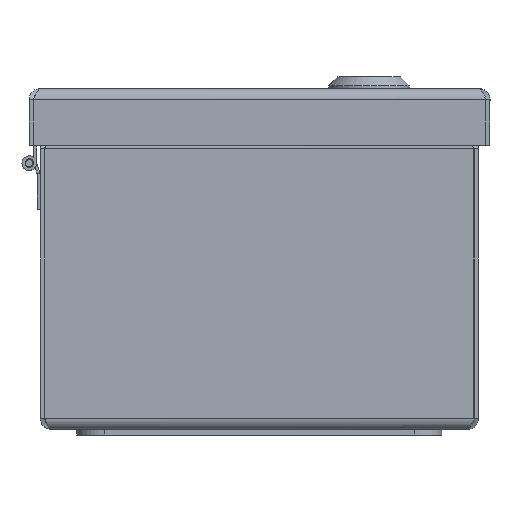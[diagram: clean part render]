
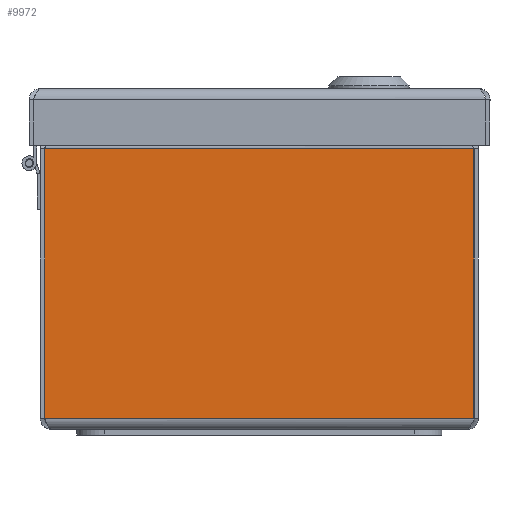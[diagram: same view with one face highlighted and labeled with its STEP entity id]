
A CAD part, left-side view. The second image highlights one B-rep face of the part: STEP entity #9972.
In plain terms, the highlighted face is planar.
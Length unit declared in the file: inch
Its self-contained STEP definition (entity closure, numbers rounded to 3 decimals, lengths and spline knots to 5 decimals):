
#640=PLANE('',#10704);
#1100=FACE_OUTER_BOUND('',#1747,.T.);
#1747=EDGE_LOOP('',(#7714,#7715,#7716,#7717));
#2527=LINE('',#15977,#3416);
#2562=LINE('',#16319,#3451);
#2563=LINE('',#16321,#3452);
#2564=LINE('',#16322,#3453);
#3416=VECTOR('',#12417,5.88059);
#3451=VECTOR('',#12490,3.6945);
#3452=VECTOR('',#12491,5.88059);
#3453=VECTOR('',#12492,3.6945);
#4605=VERTEX_POINT('',#15968);
#4606=VERTEX_POINT('',#15976);
#4629=VERTEX_POINT('',#16318);
#4630=VERTEX_POINT('',#16320);
#5686=EDGE_CURVE('',#4606,#4605,#2527,.T.);
#5736=EDGE_CURVE('',#4629,#4605,#2562,.T.);
#5737=EDGE_CURVE('',#4629,#4630,#2563,.T.);
#5738=EDGE_CURVE('',#4606,#4630,#2564,.T.);
#7714=ORIENTED_EDGE('',*,*,#5686,.T.);
#7715=ORIENTED_EDGE('',*,*,#5736,.F.);
#7716=ORIENTED_EDGE('',*,*,#5737,.T.);
#7717=ORIENTED_EDGE('',*,*,#5738,.F.);
#9972=ADVANCED_FACE('',(#1100),#640,.F.);
#10704=AXIS2_PLACEMENT_3D('',#16317,#12488,#12489);
#12417=DIRECTION('',(-1.,0.,0.));
#12488=DIRECTION('center_axis',(0.,1.,0.));
#12489=DIRECTION('ref_axis',(1.,0.,0.));
#12490=DIRECTION('',(0.,0.,1.));
#12491=DIRECTION('',(1.,0.,0.));
#12492=DIRECTION('',(0.,0.,-1.));
#15968=CARTESIAN_POINT('',(-2.94029,-4.,3.84725));
#15976=CARTESIAN_POINT('',(2.94029,-4.,3.84725));
#15977=CARTESIAN_POINT('',(1.47015,-4.,3.84725));
#16317=CARTESIAN_POINT('Origin',(0.,-4.,2.0029));
#16318=CARTESIAN_POINT('',(-2.94029,-4.,0.15275));
#16319=CARTESIAN_POINT('',(-2.94029,-4.,0.15275));
#16320=CARTESIAN_POINT('',(2.94029,-4.,0.15275));
#16321=CARTESIAN_POINT('',(0.,-4.,0.15275));
#16322=CARTESIAN_POINT('',(2.94029,-4.,0.15275));
